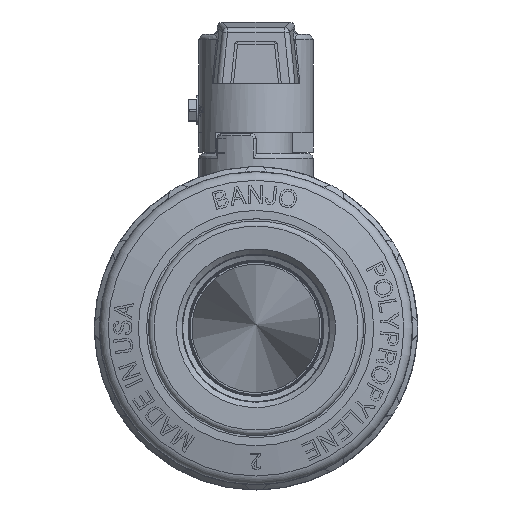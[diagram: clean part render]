
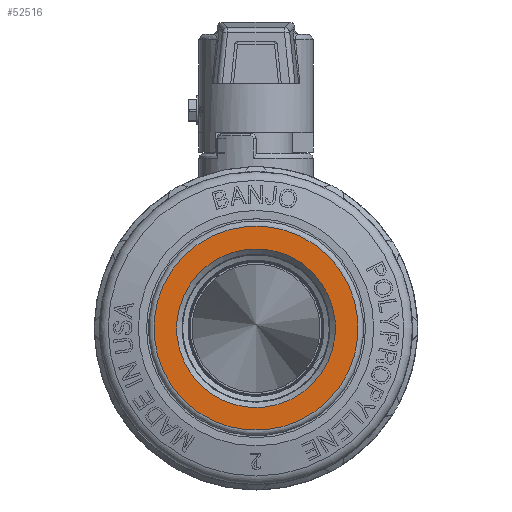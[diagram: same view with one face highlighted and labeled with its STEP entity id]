
A CAD part, top view. The second image highlights one B-rep face of the part: STEP entity #52516.
In plain terms, the highlighted face is planar.
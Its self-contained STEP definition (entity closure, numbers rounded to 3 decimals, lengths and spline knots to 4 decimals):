
#4871=PLANE('',#56339);
#5208=FACE_BOUND('',#11487,.T.);
#8373=FACE_OUTER_BOUND('',#11486,.T.);
#11486=EDGE_LOOP('',(#49262,#49263));
#11487=EDGE_LOOP('',(#49264,#49265));
#12773=CIRCLE('',#56335,1.145);
#12774=CIRCLE('',#56336,1.145);
#12776=CIRCLE('',#56340,0.89);
#12777=CIRCLE('',#56341,0.89);
#26594=VERTEX_POINT('',#143311);
#26595=VERTEX_POINT('',#143313);
#26596=VERTEX_POINT('',#143320);
#26597=VERTEX_POINT('',#143321);
#34177=EDGE_CURVE('',#26594,#26595,#12773,.T.);
#34178=EDGE_CURVE('',#26595,#26594,#12774,.T.);
#34181=EDGE_CURVE('',#26596,#26597,#12776,.T.);
#34182=EDGE_CURVE('',#26597,#26596,#12777,.T.);
#49262=ORIENTED_EDGE('',*,*,#34178,.F.);
#49263=ORIENTED_EDGE('',*,*,#34177,.F.);
#49264=ORIENTED_EDGE('',*,*,#34181,.T.);
#49265=ORIENTED_EDGE('',*,*,#34182,.T.);
#52516=ADVANCED_FACE('',(#8373,#5208),#4871,.T.);
#56335=AXIS2_PLACEMENT_3D('',#143314,#66658,#66659);
#56336=AXIS2_PLACEMENT_3D('',#143315,#66660,#66661);
#56339=AXIS2_PLACEMENT_3D('',#143319,#66667,#66668);
#56340=AXIS2_PLACEMENT_3D('',#143322,#66669,#66670);
#56341=AXIS2_PLACEMENT_3D('',#143323,#66671,#66672);
#66658=DIRECTION('center_axis',(1.,0.,0.));
#66659=DIRECTION('ref_axis',(0.,-1.,0.));
#66660=DIRECTION('center_axis',(1.,0.,0.));
#66661=DIRECTION('ref_axis',(0.,-1.,0.));
#66667=DIRECTION('center_axis',(-1.,0.,0.));
#66668=DIRECTION('ref_axis',(0.,0.,1.));
#66669=DIRECTION('center_axis',(1.,0.,0.));
#66670=DIRECTION('ref_axis',(0.,1.,0.));
#66671=DIRECTION('center_axis',(1.,0.,0.));
#66672=DIRECTION('ref_axis',(0.,1.,0.));
#143311=CARTESIAN_POINT('',(0.,0.,1.145));
#143313=CARTESIAN_POINT('',(0.,1.145,0.));
#143314=CARTESIAN_POINT('Origin',(0.,0.,0.));
#143315=CARTESIAN_POINT('Origin',(0.,0.,0.));
#143319=CARTESIAN_POINT('Origin',(0.,1.0475,0.));
#143320=CARTESIAN_POINT('',(0.,0.89,0.));
#143321=CARTESIAN_POINT('',(0.,-0.89,0.));
#143322=CARTESIAN_POINT('Origin',(0.,0.,0.));
#143323=CARTESIAN_POINT('Origin',(0.,0.,0.));
